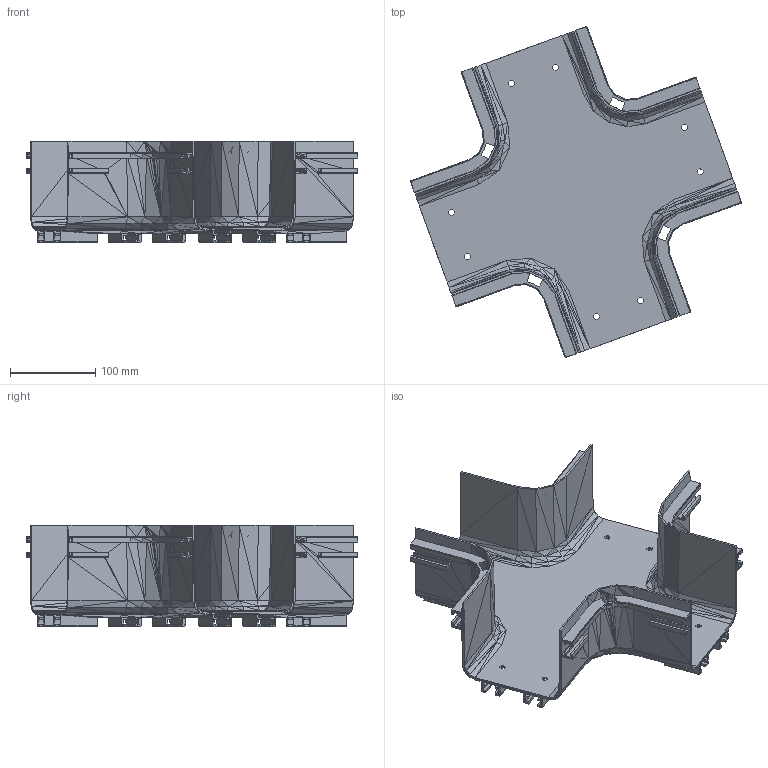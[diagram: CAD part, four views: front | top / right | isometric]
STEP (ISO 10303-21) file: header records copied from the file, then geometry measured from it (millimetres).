
FILE_DESCRIPTION(('FreeCAD Model'),'2;1');
FILE_NAME('Open CASCADE Shape Model','2022-11-28T17:30:16',('Author'),( ''),'Open CASCADE STEP processor 7.6','FreeCAD','Unknown');
FILE_SCHEMA(('AUTOMOTIVE_DESIGN { 1 0 10303 214 1 1 1 1 }'));
Products named in the file (1): _20mm_horizontal_cross___________________001001 (Solid)
Bounding box: 388.23 x 388.23 x 118.91 mm (x, y, z)
Volume: 612440.8 mm3; surface area: 411592.7 mm2
Topology: 1 solids, 1 shells, 2201 faces, 3840 edges, 1638 vertices
Faces by surface type: plane 2201
Entity records: 97756 total; most frequent: DIRECTION 15924, CARTESIAN_POINT 15360, LINE 11520, VECTOR 11520, ORIENTED_EDGE 7680, PCURVE 7680, DEFINITIONAL_REPRESENTATION 7680, EDGE_CURVE 3840
